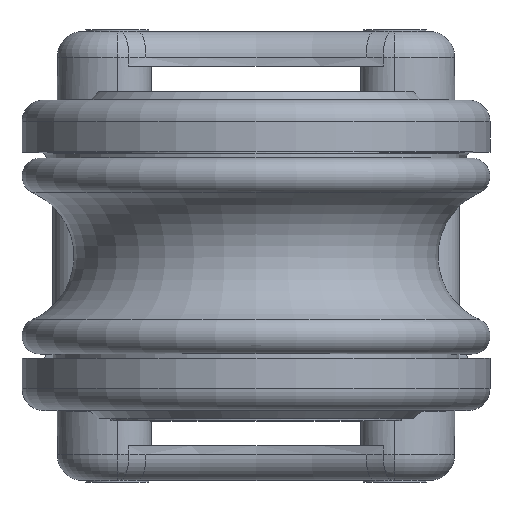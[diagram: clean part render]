
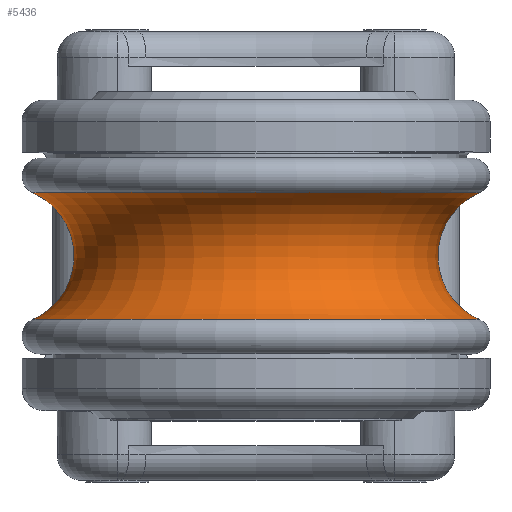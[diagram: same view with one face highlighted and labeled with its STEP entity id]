
A CAD part, top view. The second image highlights one B-rep face of the part: STEP entity #5436.
In plain terms, the highlighted toroidal (fillet/blend) face has major radius 29 mm and minor radius 8 mm.
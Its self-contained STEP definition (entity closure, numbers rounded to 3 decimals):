
#261=TOROIDAL_SURFACE('',#5921,29.,8.);
#938=FACE_BOUND('',#1441,.T.);
#1068=FACE_OUTER_BOUND('',#1440,.T.);
#1440=EDGE_LOOP('',(#3938));
#1441=EDGE_LOOP('',(#3939));
#1886=CIRCLE('',#5913,25.761);
#1890=CIRCLE('',#5920,25.761);
#2325=VERTEX_POINT('',#8862);
#2329=VERTEX_POINT('',#8873);
#2941=EDGE_CURVE('',#2325,#2325,#1886,.T.);
#2945=EDGE_CURVE('',#2329,#2329,#1890,.T.);
#3938=ORIENTED_EDGE('',*,*,#2945,.T.);
#3939=ORIENTED_EDGE('',*,*,#2941,.F.);
#5436=ADVANCED_FACE('',(#1068,#938),#261,.F.);
#5913=AXIS2_PLACEMENT_3D('',#8863,#6976,#6977);
#5920=AXIS2_PLACEMENT_3D('',#8874,#6990,#6991);
#5921=AXIS2_PLACEMENT_3D('',#8875,#6992,#6993);
#6976=DIRECTION('center_axis',(0.,1.,0.));
#6977=DIRECTION('ref_axis',(1.,0.,0.));
#6990=DIRECTION('center_axis',(0.,1.,0.));
#6991=DIRECTION('ref_axis',(1.,0.,0.));
#6992=DIRECTION('center_axis',(0.,1.,0.));
#6993=DIRECTION('ref_axis',(0.,0.,
1.));
#8862=CARTESIAN_POINT('',(0.,7.315,25.761));
#8863=CARTESIAN_POINT('Origin',(0.,7.315,0.));
#8873=CARTESIAN_POINT('',(0.,-7.315,25.761));
#8874=CARTESIAN_POINT('Origin',(0.,-7.315,0.));
#8875=CARTESIAN_POINT('Origin',(0.,0.,
0.));
